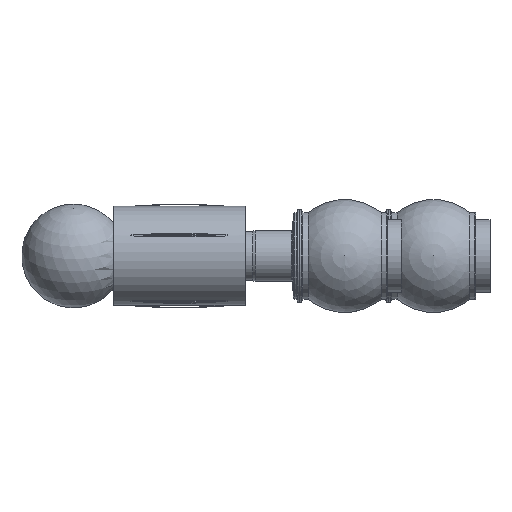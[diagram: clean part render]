
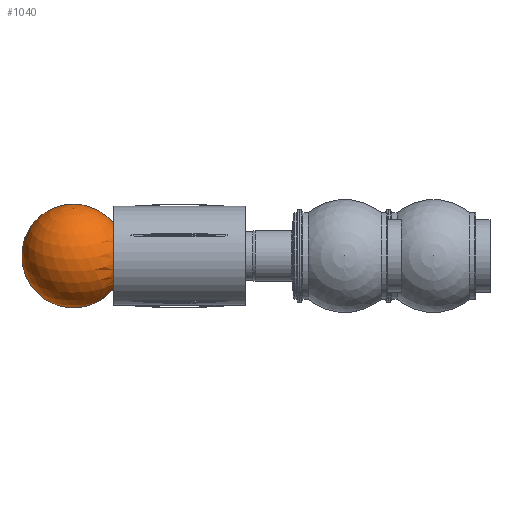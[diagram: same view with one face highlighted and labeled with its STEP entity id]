
A CAD part, left-side view. The second image highlights one B-rep face of the part: STEP entity #1040.
In plain terms, the highlighted spherical face has radius 72.5 mm.
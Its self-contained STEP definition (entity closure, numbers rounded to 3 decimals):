
#348=FACE_BOUND('',#415,.T.);
#415=EDGE_LOOP('',(#835));
#569=CIRCLE('',#1137,46.648);
#645=VERTEX_POINT('',#1731);
#734=EDGE_CURVE('',#645,#645,#569,.T.);
#835=ORIENTED_EDGE('',*,*,#734,.F.);
#1037=SPHERICAL_SURFACE('',#1136,72.5);
#1040=ADVANCED_FACE('',(#348),#1037,.T.);
#1136=AXIS2_PLACEMENT_3D('',#1730,#1335,#1336);
#1137=AXIS2_PLACEMENT_3D('',#1732,#1337,#1338);
#1335=DIRECTION('center_axis',(0.,0.,1.));
#1336=DIRECTION('ref_axis',(1.,0.,0.));
#1337=DIRECTION('center_axis',(0.,-1.,0.));
#1338=DIRECTION('ref_axis',(1.,0.,0.));
#1730=CARTESIAN_POINT('Origin',(150.,266.5,0.));
#1731=CARTESIAN_POINT('',(196.648,211.,0.));
#1732=CARTESIAN_POINT('Origin',(150.,211.,0.));
